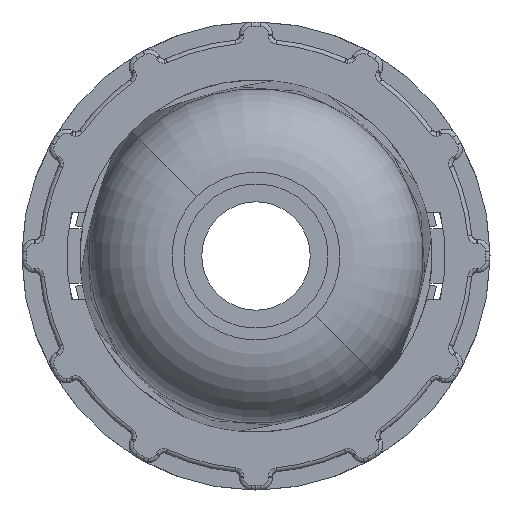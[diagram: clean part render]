
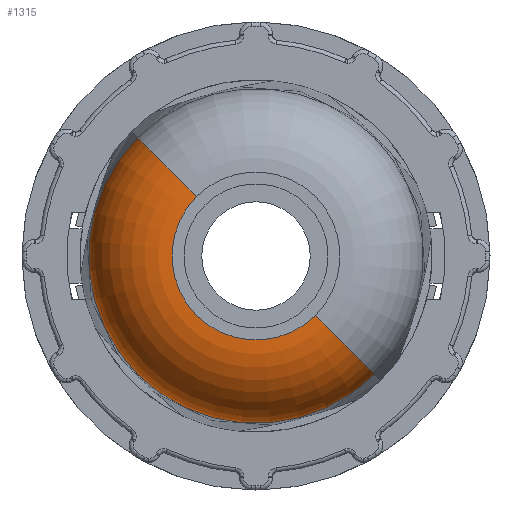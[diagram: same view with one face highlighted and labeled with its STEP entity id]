
A CAD part, left-side view. The second image highlights one B-rep face of the part: STEP entity #1315.
In plain terms, the highlighted toroidal (fillet/blend) face has major radius 5.114 mm and minor radius 5.08 mm.
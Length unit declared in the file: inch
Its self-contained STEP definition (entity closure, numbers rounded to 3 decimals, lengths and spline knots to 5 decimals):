
#7 = AXIS2_PLACEMENT_3D ( 'NONE', #1043, #8782, #3095 ) ;
#161 = EDGE_CURVE ( 'NONE', #2564, #2409, #4304, .T. ) ;
#296 = AXIS2_PLACEMENT_3D ( 'NONE', #3865, #9939, #9871 ) ;
#532 = EDGE_CURVE ( 'NONE', #11018, #2564, #10329, .T. ) ;
#1043 = CARTESIAN_POINT ( 'NONE',  ( -0.489, 0., 0. ) ) ;
#1242 = CARTESIAN_POINT ( 'NONE',  ( -0.689, 0., -0.20134 ) ) ;
#1315 = ADVANCED_FACE ( 'NONE', ( #7023 ), #6065, .T. ) ;
#1393 = DIRECTION ( 'NONE',  ( 0., -1., 0. ) ) ;
#1451 = VERTEX_POINT ( 'NONE', #1242 ) ;
#1746 = DIRECTION ( 'NONE',  ( 0., 1., 0. ) ) ;
#1764 = AXIS2_PLACEMENT_3D ( 'NONE', #3846, #11823, #6857 ) ;
#2409 = VERTEX_POINT ( 'NONE', #4510 ) ;
#2564 = VERTEX_POINT ( 'NONE', #2976 ) ;
#2656 = ORIENTED_EDGE ( 'NONE', *, *, #161, .F. ) ;
#2976 = CARTESIAN_POINT ( 'NONE',  ( -0.49947, 0., 0.40106 ) ) ;
#3095 = DIRECTION ( 'NONE',  ( 0., 0., 1. ) ) ;
#3252 = EDGE_CURVE ( 'NONE', #11018, #1451, #7559, .T. ) ;
#3846 = CARTESIAN_POINT ( 'NONE',  ( -0.689, 0., 0. ) ) ;
#3865 = CARTESIAN_POINT ( 'NONE',  ( -0.49947, 0., 0. ) ) ;
#4304 = CIRCLE ( 'NONE', #10964, 0.2 ) ;
#4510 = CARTESIAN_POINT ( 'NONE',  ( -0.689, 0., 0.20134 ) ) ;
#5114 = ORIENTED_EDGE ( 'NONE', *, *, #532, .F. ) ;
#5875 = AXIS2_PLACEMENT_3D ( 'NONE', #8754, #1746, #7657 ) ;
#6065 = TOROIDAL_SURFACE ( 'NONE', #7, 0.20134, 0.2 ) ;
#6209 = EDGE_CURVE ( 'NONE', #2409, #1451, #12421, .T. ) ;
#6857 = DIRECTION ( 'NONE',  ( 0., 0., 1. ) ) ;
#7023 = FACE_OUTER_BOUND ( 'NONE', #10502, .T. ) ;
#7360 = CARTESIAN_POINT ( 'NONE',  ( -0.489, 0., 0.20134 ) ) ;
#7559 = CIRCLE ( 'NONE', #5875, 0.2 ) ;
#7657 = DIRECTION ( 'NONE',  ( 0., 0., 1. ) ) ;
#8061 = CARTESIAN_POINT ( 'NONE',  ( -0.49947, 0., -0.40106 ) ) ;
#8754 = CARTESIAN_POINT ( 'NONE',  ( -0.489, 0., -0.20134 ) ) ;
#8763 = ORIENTED_EDGE ( 'NONE', *, *, #3252, .T. ) ;
#8782 = DIRECTION ( 'NONE',  ( -1., 0., 0. ) ) ;
#9380 = DIRECTION ( 'NONE',  ( 0., 0., -1. ) ) ;
#9871 = DIRECTION ( 'NONE',  ( 0., 0., -1. ) ) ;
#9939 = DIRECTION ( 'NONE',  ( 1., 0., 0. ) ) ;
#10329 = CIRCLE ( 'NONE', #296, 0.40106 ) ;
#10502 = EDGE_LOOP ( 'NONE', ( #5114, #8763, #10986, #2656 ) ) ;
#10964 = AXIS2_PLACEMENT_3D ( 'NONE', #7360, #1393, #9380 ) ;
#10986 = ORIENTED_EDGE ( 'NONE', *, *, #6209, .F. ) ;
#11018 = VERTEX_POINT ( 'NONE', #8061 ) ;
#11823 = DIRECTION ( 'NONE',  ( -1., 0., 0. ) ) ;
#12421 = CIRCLE ( 'NONE', #1764, 0.20134 ) ;
